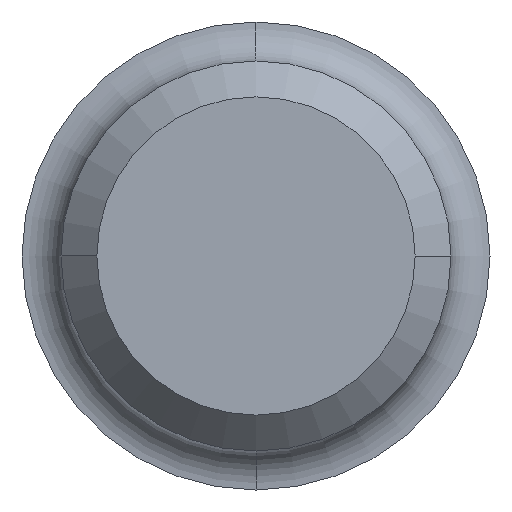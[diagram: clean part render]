
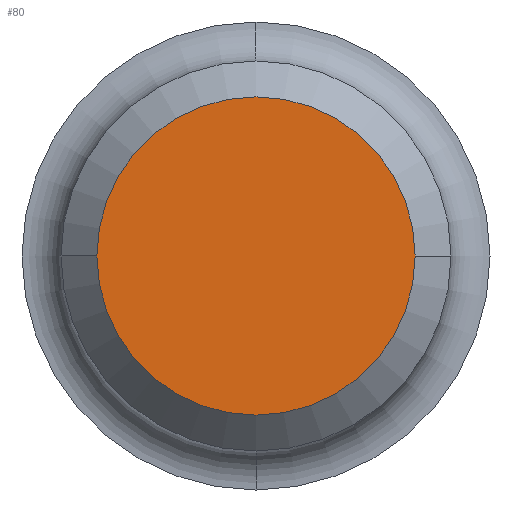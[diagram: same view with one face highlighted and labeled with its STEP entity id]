
A CAD part, front view. The second image highlights one B-rep face of the part: STEP entity #80.
In plain terms, the highlighted planar face has unit normal (0, -1, 0).
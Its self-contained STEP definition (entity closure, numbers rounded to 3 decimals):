
#80 = ADVANCED_FACE( '', ( #98 ), #99, .T. );
#98 = FACE_OUTER_BOUND( '', #122, .T. );
#99 = PLANE( '', #123 );
#122 = EDGE_LOOP( '', ( #175, #176 ) );
#123 = AXIS2_PLACEMENT_3D( '', #177, #178, #179 );
#175 = ORIENTED_EDGE( '', *, *, #242, .F. );
#176 = ORIENTED_EDGE( '', *, *, #244, .F. );
#177 = CARTESIAN_POINT( '', ( 2.04, 0., 0. ) );
#178 = DIRECTION( '', ( 0., -1., 0. ) );
#179 = DIRECTION( '', ( -1., 0., 0. ) );
#242 = EDGE_CURVE( '', #281, #283, #284, .T. );
#244 = EDGE_CURVE( '', #283, #281, #286, .T. );
#281 = VERTEX_POINT( '', #329 );
#283 = VERTEX_POINT( '', #332 );
#284 = CIRCLE( '', #333, 4.08 );
#286 = CIRCLE( '', #336, 4.08 );
#329 = CARTESIAN_POINT( '', ( 4.08, 0., 0. ) );
#332 = CARTESIAN_POINT( '', ( -4.08, 0., 0. ) );
#333 = AXIS2_PLACEMENT_3D( '', #382, #383, #384 );
#336 = AXIS2_PLACEMENT_3D( '', #386, #387, #388 );
#382 = CARTESIAN_POINT( '', ( 0., 0., 0. ) );
#383 = DIRECTION( '', ( 0., 1., 0. ) );
#384 = DIRECTION( '', ( 1., 0., 0. ) );
#386 = CARTESIAN_POINT( '', ( 0., 0., 0. ) );
#387 = DIRECTION( '', ( 0., 1., 0. ) );
#388 = DIRECTION( '', ( 1., 0., 0. ) );
